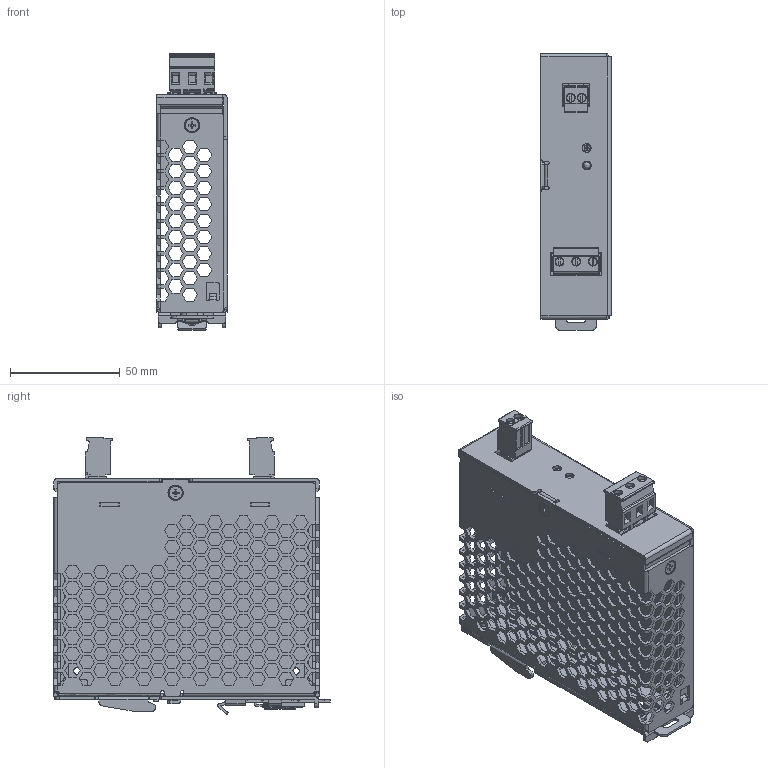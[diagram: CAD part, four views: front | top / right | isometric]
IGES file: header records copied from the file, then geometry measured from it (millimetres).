
Start section: SolidWorks IGES file using analytic representation for surfaces
Global section: file name: RZI60-24-P-3D.IGS; native system: SolidWorks 2016; preprocessor: SolidWorks 2016; author: pikusl; date: 160620.120829; units: millimetre
Bounding box: 32 x 126 x 126.24 mm (x, y, z)
Surface area: 112982.7 mm2 (no closed solid volume)
Topology: 0 solids, 0 shells, 3067 faces, 23229 edges, 23196 vertices
Faces by surface type: bspline 2506, revolution 561
